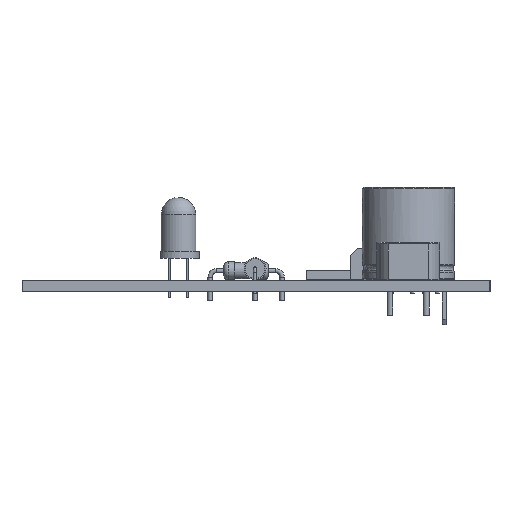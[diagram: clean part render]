
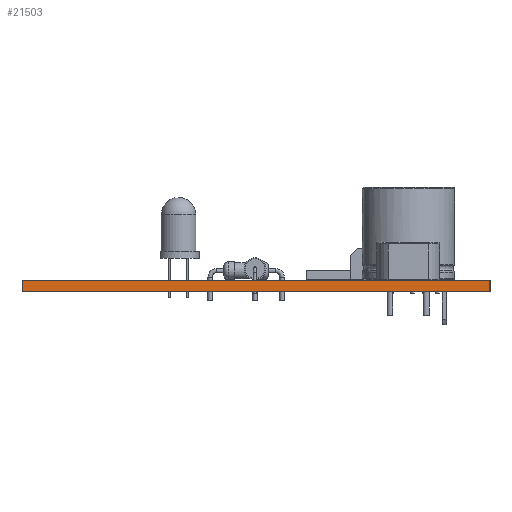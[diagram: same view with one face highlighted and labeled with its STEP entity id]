
A CAD part, left-side view. The second image highlights one B-rep face of the part: STEP entity #21503.
In plain terms, the highlighted planar face has unit normal (-1, 0, 0).
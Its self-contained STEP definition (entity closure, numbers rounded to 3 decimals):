
#21387 = EDGE_CURVE('',#21388,#21390,#21392,.T.);
#21388 = VERTEX_POINT('',#21389);
#21389 = CARTESIAN_POINT('',(0.,66.,0.));
#21390 = VERTEX_POINT('',#21391);
#21391 = CARTESIAN_POINT('',(0.,66.,1.6));
#21392 = SURFACE_CURVE('',#21393,(#21397,#21409),.PCURVE_S1.);
#21393 = LINE('',#21394,#21395);
#21394 = CARTESIAN_POINT('',(0.,66.,0.));
#21395 = VECTOR('',#21396,1.);
#21396 = DIRECTION('',(0.,0.,1.));
#21397 = PCURVE('',#21398,#21403);
#21398 = PLANE('',#21399);
#21399 = AXIS2_PLACEMENT_3D('',#21400,#21401,#21402);
#21400 = CARTESIAN_POINT('',(0.,66.,0.));
#21401 = DIRECTION('',(0.,1.,0.));
#21402 = DIRECTION('',(1.,0.,0.));
#21403 = DEFINITIONAL_REPRESENTATION('',(#21404),#21408);
#21404 = LINE('',#21405,#21406);
#21405 = CARTESIAN_POINT('',(0.,0.));
#21406 = VECTOR('',#21407,1.);
#21407 = DIRECTION('',(0.,-1.));
#21408 = ( GEOMETRIC_REPRESENTATION_CONTEXT(2) 
PARAMETRIC_REPRESENTATION_CONTEXT() REPRESENTATION_CONTEXT('2D SPACE',''
  ) );
#21409 = PCURVE('',#21410,#21415);
#21410 = PLANE('',#21411);
#21411 = AXIS2_PLACEMENT_3D('',#21412,#21413,#21414);
#21412 = CARTESIAN_POINT('',(0.,0.,0.));
#21413 = DIRECTION('',(-1.,0.,0.));
#21414 = DIRECTION('',(0.,1.,0.));
#21415 = DEFINITIONAL_REPRESENTATION('',(#21416),#21420);
#21416 = LINE('',#21417,#21418);
#21417 = CARTESIAN_POINT('',(66.,0.));
#21418 = VECTOR('',#21419,1.);
#21419 = DIRECTION('',(0.,-1.));
#21420 = ( GEOMETRIC_REPRESENTATION_CONTEXT(2) 
PARAMETRIC_REPRESENTATION_CONTEXT() REPRESENTATION_CONTEXT('2D SPACE',''
  ) );
#21438 = PLANE('',#21439);
#21439 = AXIS2_PLACEMENT_3D('',#21440,#21441,#21442);
#21440 = CARTESIAN_POINT('',(50.,33.,1.6));
#21441 = DIRECTION('',(0.,0.,-1.));
#21442 = DIRECTION('',(-1.,0.,0.));
#21492 = PLANE('',#21493);
#21493 = AXIS2_PLACEMENT_3D('',#21494,#21495,#21496);
#21494 = CARTESIAN_POINT('',(50.,33.,0.));
#21495 = DIRECTION('',(0.,0.,-1.));
#21496 = DIRECTION('',(-1.,0.,0.));
#21503 = ADVANCED_FACE('',(#21504),#21410,.T.);
#21504 = FACE_BOUND('',#21505,.T.);
#21505 = EDGE_LOOP('',(#21506,#21536,#21557,#21558));
#21506 = ORIENTED_EDGE('',*,*,#21507,.T.);
#21507 = EDGE_CURVE('',#21508,#21510,#21512,.T.);
#21508 = VERTEX_POINT('',#21509);
#21509 = CARTESIAN_POINT('',(0.,0.,0.));
#21510 = VERTEX_POINT('',#21511);
#21511 = CARTESIAN_POINT('',(0.,0.,1.6));
#21512 = SURFACE_CURVE('',#21513,(#21517,#21524),.PCURVE_S1.);
#21513 = LINE('',#21514,#21515);
#21514 = CARTESIAN_POINT('',(0.,0.,0.));
#21515 = VECTOR('',#21516,1.);
#21516 = DIRECTION('',(0.,0.,1.));
#21517 = PCURVE('',#21410,#21518);
#21518 = DEFINITIONAL_REPRESENTATION('',(#21519),#21523);
#21519 = LINE('',#21520,#21521);
#21520 = CARTESIAN_POINT('',(0.,0.));
#21521 = VECTOR('',#21522,1.);
#21522 = DIRECTION('',(0.,-1.));
#21523 = ( GEOMETRIC_REPRESENTATION_CONTEXT(2) 
PARAMETRIC_REPRESENTATION_CONTEXT() REPRESENTATION_CONTEXT('2D SPACE',''
  ) );
#21524 = PCURVE('',#21525,#21530);
#21525 = PLANE('',#21526);
#21526 = AXIS2_PLACEMENT_3D('',#21527,#21528,#21529);
#21527 = CARTESIAN_POINT('',(100.,0.,0.));
#21528 = DIRECTION('',(0.,-1.,0.));
#21529 = DIRECTION('',(-1.,0.,0.));
#21530 = DEFINITIONAL_REPRESENTATION('',(#21531),#21535);
#21531 = LINE('',#21532,#21533);
#21532 = CARTESIAN_POINT('',(100.,0.));
#21533 = VECTOR('',#21534,1.);
#21534 = DIRECTION('',(0.,-1.));
#21535 = ( GEOMETRIC_REPRESENTATION_CONTEXT(2) 
PARAMETRIC_REPRESENTATION_CONTEXT() REPRESENTATION_CONTEXT('2D SPACE',''
  ) );
#21536 = ORIENTED_EDGE('',*,*,#21537,.T.);
#21537 = EDGE_CURVE('',#21510,#21390,#21538,.T.);
#21538 = SURFACE_CURVE('',#21539,(#21543,#21550),.PCURVE_S1.);
#21539 = LINE('',#21540,#21541);
#21540 = CARTESIAN_POINT('',(0.,0.,1.6));
#21541 = VECTOR('',#21542,1.);
#21542 = DIRECTION('',(0.,1.,0.));
#21543 = PCURVE('',#21410,#21544);
#21544 = DEFINITIONAL_REPRESENTATION('',(#21545),#21549);
#21545 = LINE('',#21546,#21547);
#21546 = CARTESIAN_POINT('',(0.,-1.6));
#21547 = VECTOR('',#21548,1.);
#21548 = DIRECTION('',(1.,0.));
#21549 = ( GEOMETRIC_REPRESENTATION_CONTEXT(2) 
PARAMETRIC_REPRESENTATION_CONTEXT() REPRESENTATION_CONTEXT('2D SPACE',''
  ) );
#21550 = PCURVE('',#21438,#21551);
#21551 = DEFINITIONAL_REPRESENTATION('',(#21552),#21556);
#21552 = LINE('',#21553,#21554);
#21553 = CARTESIAN_POINT('',(50.,-33.));
#21554 = VECTOR('',#21555,1.);
#21555 = DIRECTION('',(0.,1.));
#21556 = ( GEOMETRIC_REPRESENTATION_CONTEXT(2) 
PARAMETRIC_REPRESENTATION_CONTEXT() REPRESENTATION_CONTEXT('2D SPACE',''
  ) );
#21557 = ORIENTED_EDGE('',*,*,#21387,.F.);
#21558 = ORIENTED_EDGE('',*,*,#21559,.F.);
#21559 = EDGE_CURVE('',#21508,#21388,#21560,.T.);
#21560 = SURFACE_CURVE('',#21561,(#21565,#21572),.PCURVE_S1.);
#21561 = LINE('',#21562,#21563);
#21562 = CARTESIAN_POINT('',(0.,0.,0.));
#21563 = VECTOR('',#21564,1.);
#21564 = DIRECTION('',(0.,1.,0.));
#21565 = PCURVE('',#21410,#21566);
#21566 = DEFINITIONAL_REPRESENTATION('',(#21567),#21571);
#21567 = LINE('',#21568,#21569);
#21568 = CARTESIAN_POINT('',(0.,0.));
#21569 = VECTOR('',#21570,1.);
#21570 = DIRECTION('',(1.,0.));
#21571 = ( GEOMETRIC_REPRESENTATION_CONTEXT(2) 
PARAMETRIC_REPRESENTATION_CONTEXT() REPRESENTATION_CONTEXT('2D SPACE',''
  ) );
#21572 = PCURVE('',#21492,#21573);
#21573 = DEFINITIONAL_REPRESENTATION('',(#21574),#21578);
#21574 = LINE('',#21575,#21576);
#21575 = CARTESIAN_POINT('',(50.,-33.));
#21576 = VECTOR('',#21577,1.);
#21577 = DIRECTION('',(0.,1.));
#21578 = ( GEOMETRIC_REPRESENTATION_CONTEXT(2) 
PARAMETRIC_REPRESENTATION_CONTEXT() REPRESENTATION_CONTEXT('2D SPACE',''
  ) );
